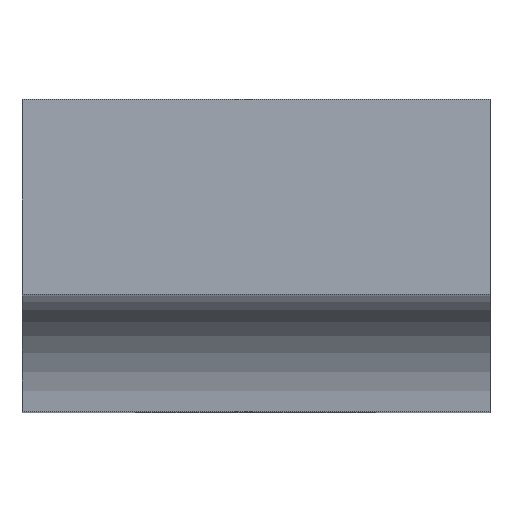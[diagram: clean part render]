
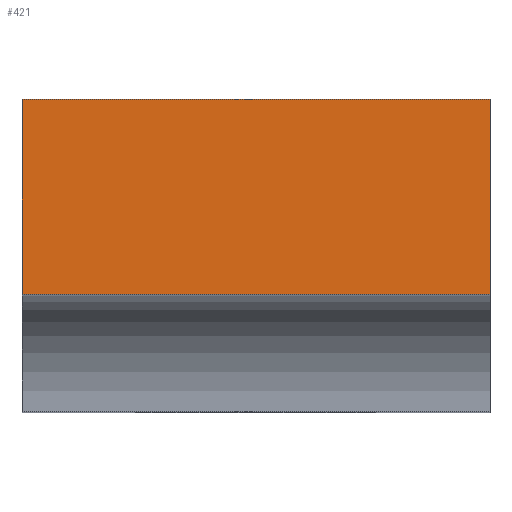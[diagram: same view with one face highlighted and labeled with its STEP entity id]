
A CAD part, top view. The second image highlights one B-rep face of the part: STEP entity #421.
In plain terms, the highlighted planar face has unit normal (0, 0, 1).
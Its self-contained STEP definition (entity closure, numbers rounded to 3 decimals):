
#26=PLANE('',#472);
#67=FACE_OUTER_BOUND('',#91,.T.);
#91=EDGE_LOOP('',(#381,#382,#383,#384));
#143=LINE('',#14452,#166);
#147=LINE('',#14461,#170);
#149=LINE('',#14465,#172);
#151=LINE('',#14468,#174);
#166=VECTOR('',#542,10.);
#170=VECTOR('',#550,10.);
#172=VECTOR('',#554,10.);
#174=VECTOR('',#558,10.);
#208=VERTEX_POINT('',#14448);
#209=VERTEX_POINT('',#14450);
#212=VERTEX_POINT('',#14460);
#213=VERTEX_POINT('',#14464);
#264=EDGE_CURVE('',#208,#209,#143,.T.);
#268=EDGE_CURVE('',#212,#208,#147,.T.);
#270=EDGE_CURVE('',#212,#213,#149,.T.);
#272=EDGE_CURVE('',#213,#209,#151,.T.);
#381=ORIENTED_EDGE('',*,*,#264,.T.);
#382=ORIENTED_EDGE('',*,*,#272,.F.);
#383=ORIENTED_EDGE('',*,*,#270,.F.);
#384=ORIENTED_EDGE('',*,*,#268,.T.);
#421=ADVANCED_FACE('',(#67),#26,.T.);
#472=AXIS2_PLACEMENT_3D('',#14467,#556,#557);
#542=DIRECTION('',(1.,0.,0.));
#550=DIRECTION('',(0.,-1.,0.));
#554=DIRECTION('',(1.,0.,0.));
#556=DIRECTION('center_axis',(0.,0.,1.));
#557=DIRECTION('ref_axis',(0.,-1.,0.));
#558=DIRECTION('',(0.,-1.,0.));
#14448=CARTESIAN_POINT('',(0.,-0.5,4.5));
#14450=CARTESIAN_POINT('',(6.,-0.5,4.5));
#14452=CARTESIAN_POINT('',(6.,-0.5,4.5));
#14460=CARTESIAN_POINT('',(0.,2.,4.5));
#14461=CARTESIAN_POINT('',(0.,2.,4.5));
#14464=CARTESIAN_POINT('',(6.,2.,4.5));
#14465=CARTESIAN_POINT('',(0.,2.,4.5));
#14467=CARTESIAN_POINT('Origin',(0.,2.,4.5));
#14468=CARTESIAN_POINT('',(6.,2.,4.5));
